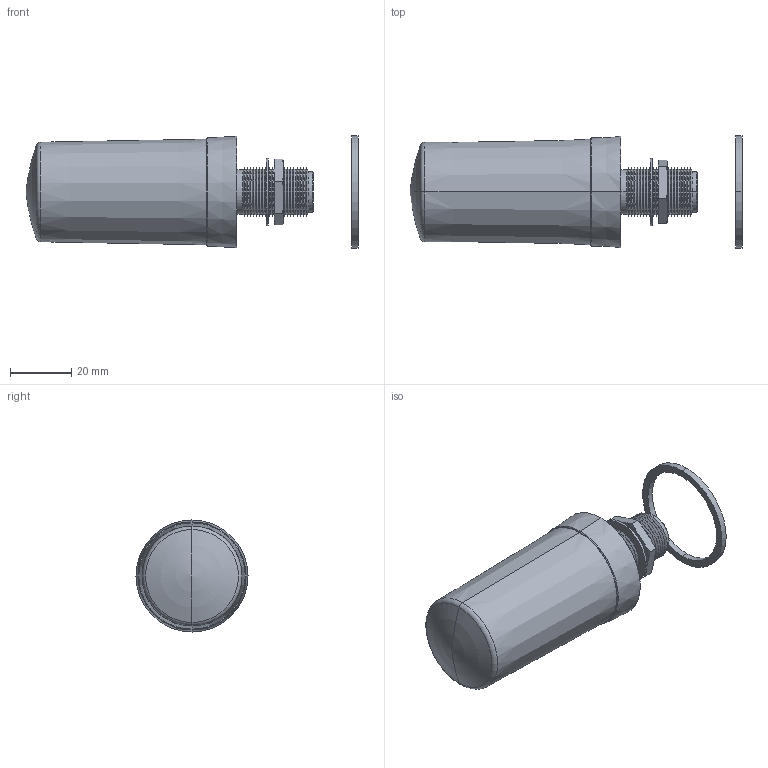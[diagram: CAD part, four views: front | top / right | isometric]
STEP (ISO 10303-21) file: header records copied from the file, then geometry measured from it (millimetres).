
FILE_DESCRIPTION (( 'STEP AP214' ), '1' );
FILE_NAME ('HG2403UR-NFBB.STEP', '2016-04-26T19:20:57', ( 'L-Com' ), ( 'L-Com Global Connectivity' ), 'SwSTEP 2.0', 'SolidWorks 2014', '' );
FILE_SCHEMA (( 'AUTOMOTIVE_DESIGN' ));
Length unit declared in the file: inch
Products named in the file (5): HG2403UR-NFBB; HG2403UR-NFBB_Antenna; HG2403UR-NFBB_HexNut; HG2403UR-NFBB_Washer; HG2403UR-NFBB_RubberGasket
Assembly tree (4 placements, depth 2):
  HG2403UR-NFBB
    HG2403UR-NFBB_Antenna
    HG2403UR-NFBB_HexNut
    HG2403UR-NFBB_Washer
    HG2403UR-NFBB_RubberGasket
Bounding box: 108.39 x 36.58 x 36.58 mm (x, y, z)
Volume: 64842.1 mm3; surface area: 13345.8 mm2
Topology: 4 solids, 4 shells, 198 faces, 414 edges, 228 vertices
Faces by surface type: cone 138, cylinder 34, plane 20, torus 6
Entity records: 5804 total; most frequent: DIRECTION 1004, CARTESIAN_POINT 915, ORIENTED_EDGE 820, AXIS2_PLACEMENT_3D 413, EDGE_CURVE 410, VERTEX_POINT 228, EDGE_LOOP 212, CIRCLE 208
